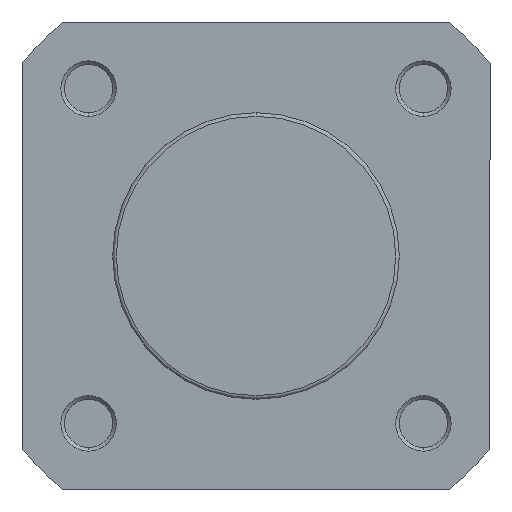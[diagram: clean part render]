
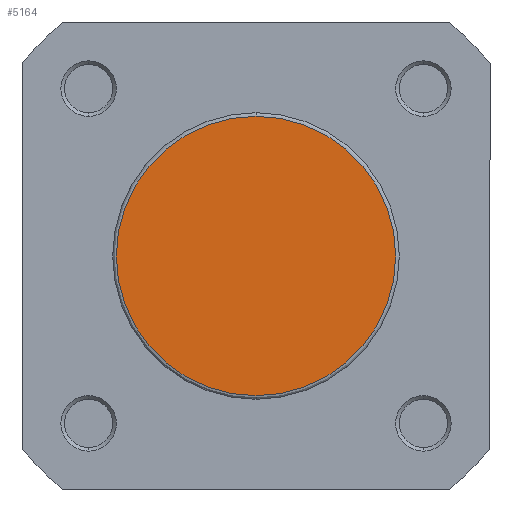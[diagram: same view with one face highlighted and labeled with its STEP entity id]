
A CAD part, left-side view. The second image highlights one B-rep face of the part: STEP entity #5164.
In plain terms, the highlighted planar face has unit normal (-1, 0, 0).
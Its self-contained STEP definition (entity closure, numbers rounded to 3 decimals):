
#567 = CARTESIAN_POINT ( 'NONE',  ( 0., 0., 0. ) ) ;
#569 = DIRECTION ( 'NONE',  ( -1., 0., 0. ) ) ;
#570 = DIRECTION ( 'NONE',  ( 0., 0., -1. ) ) ;
#1639 = CIRCLE ( 'NONE', #3138, 19.4 ) ;
#2006 = FACE_OUTER_BOUND ( 'NONE', #4918, .T. ) ;
#2299 = CARTESIAN_POINT ( 'NONE',  ( 0., 19.9, 0. ) ) ;
#2300 = PLANE ( 'NONE',  #3325 ) ;
#2301 = DIRECTION ( 'NONE',  ( 1., 0., 0. ) ) ;
#2302 = DIRECTION ( 'NONE',  ( 0., 0., -1. ) ) ;
#2665 = CARTESIAN_POINT ( 'NONE',  ( 0., 0., -19.4 ) ) ;
#2858 = CARTESIAN_POINT ( 'NONE',  ( 0., 0., 19.4 ) ) ;
#3083 = AXIS2_PLACEMENT_3D ( 'NONE', #5719, #5865, #5884 ) ;
#3138 = AXIS2_PLACEMENT_3D ( 'NONE', #567, #569, #570 ) ;
#3325 = AXIS2_PLACEMENT_3D ( 'NONE', #2299, #2301, #2302 ) ;
#3571 = EDGE_CURVE ( 'NONE', #5621, #5271, #5980, .T. ) ;
#3828 = EDGE_CURVE ( 'NONE', #5271, #5621, #1639, .T. ) ;
#4817 = ORIENTED_EDGE ( 'NONE', *, *, #3828, .T. ) ;
#4818 = ORIENTED_EDGE ( 'NONE', *, *, #3571, .T. ) ;
#4918 = EDGE_LOOP ( 'NONE', ( #4817, #4818 ) ) ;
#5164 = ADVANCED_FACE ( 'NONE', ( #2006 ), #2300, .F. ) ;
#5271 = VERTEX_POINT ( 'NONE', #2665 ) ;
#5621 = VERTEX_POINT ( 'NONE', #2858 ) ;
#5719 = CARTESIAN_POINT ( 'NONE',  ( 0., 0., 0. ) ) ;
#5865 = DIRECTION ( 'NONE',  ( -1., 0., 0. ) ) ;
#5884 = DIRECTION ( 'NONE',  ( 0., 0., -1. ) ) ;
#5980 = CIRCLE ( 'NONE', #3083, 19.4 ) ;
